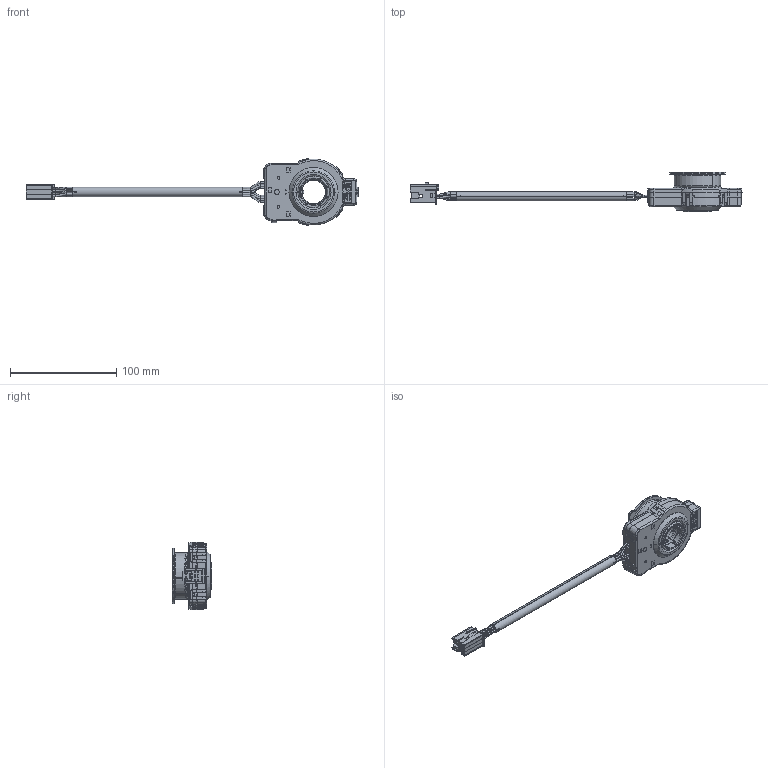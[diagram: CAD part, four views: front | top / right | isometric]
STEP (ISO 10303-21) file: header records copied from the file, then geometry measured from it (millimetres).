
FILE_DESCRIPTION((''),'2;1');
FILE_NAME('SX-4417E_SW0001','2014-03-26T',('bmozley'),(''),'PRO/ENGINEER BY PARAMETRIC TECHNOLOGY CORPORATION, 2014000','PRO/ENGINEER BY PARAMETRIC TECHNOLOGY CORPORATION, 2014000','');
FILE_SCHEMA(('CONFIG_CONTROL_DESIGN'));
Length unit declared in the file: inch
Products named in the file (1): SX-4417E_SW0001
Bounding box: 312.91 x 37.53 x 63.41 mm (x, y, z)
Volume: 74759.6 mm3; surface area: 50003.2 mm2
Topology: 3 solids, 3 shells, 3678 faces, 10183 edges, 6631 vertices
Faces by surface type: plane 2612, cylinder 518, cone 246, torus 207, bspline 91, sphere 4
Entity records: 127705 total; most frequent: CARTESIAN_POINT 35170, ORIENTED_EDGE 20362, DIRECTION 17650, EDGE_CURVE 10181, VECTOR 7052, LINE 7052, VERTEX_POINT 6643, AXIS2_PLACEMENT_3D 5299
